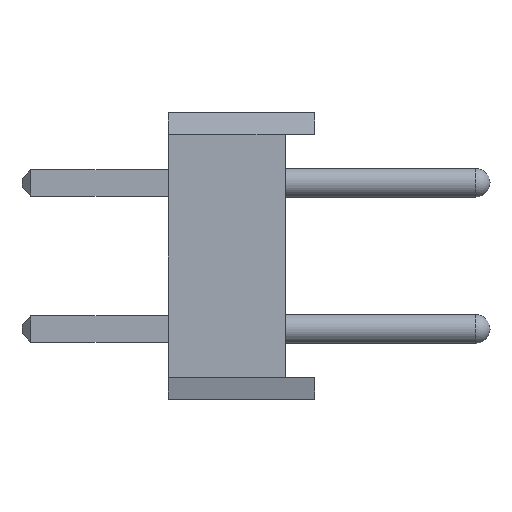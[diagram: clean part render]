
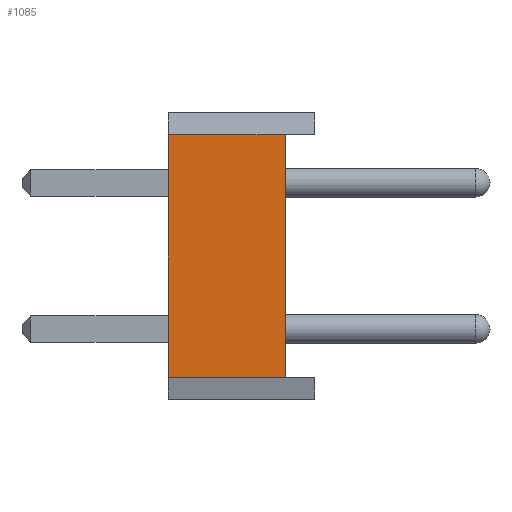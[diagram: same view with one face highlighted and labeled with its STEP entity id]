
A CAD part, left-side view. The second image highlights one B-rep face of the part: STEP entity #1085.
In plain terms, the highlighted planar face has unit normal (-1, 0, 0).
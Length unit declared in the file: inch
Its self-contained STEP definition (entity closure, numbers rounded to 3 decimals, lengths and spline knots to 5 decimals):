
#120 = VERTEX_POINT ( 'NONE', #3930 ) ;
#124 = VERTEX_POINT ( 'NONE', #3928 ) ;
#130 = EDGE_CURVE ( 'NONE', #124, #120, #3917, .T. ) ;
#894 = ORIENTED_EDGE ( 'NONE', *, *, #985, .F. ) ;
#942 = EDGE_LOOP ( 'NONE', ( #1033, #1086, #986, #894 ) ) ;
#985 = EDGE_CURVE ( 'NONE', #1028, #1025, #6540, .T. ) ;
#986 = ORIENTED_EDGE ( 'NONE', *, *, #1084, .T. ) ;
#1025 = VERTEX_POINT ( 'NONE', #6747 ) ;
#1028 = VERTEX_POINT ( 'NONE', #6705 ) ;
#1033 = ORIENTED_EDGE ( 'NONE', *, *, #1083, .T. ) ;
#1083 = EDGE_CURVE ( 'NONE', #1028, #120, #7086, .T. ) ;
#1084 = EDGE_CURVE ( 'NONE', #124, #1025, #7071, .T. ) ;
#1085 = ADVANCED_FACE ( 'NONE', ( #7022 ), #7012, .F. ) ;
#1086 = ORIENTED_EDGE ( 'NONE', *, *, #130, .F. ) ;
#3914 = DIRECTION ( 'NONE',  ( 0., 0., -1. ) ) ;
#3915 = VECTOR ( 'NONE', #3914, 39.37008 ) ;
#3916 = CARTESIAN_POINT ( 'NONE',  ( -0.25, -0.03, -0.083 ) ) ;
#3917 = LINE ( 'NONE', #3916, #3915 ) ;
#3928 = CARTESIAN_POINT ( 'NONE',  ( -0.25, -0.03, 0.083 ) ) ;
#3930 = CARTESIAN_POINT ( 'NONE',  ( -0.25, -0.03, -0.083 ) ) ;
#6529 = DIRECTION ( 'NONE',  ( 0., 0., 1. ) ) ;
#6538 = VECTOR ( 'NONE', #6529, 39.37008 ) ;
#6539 = CARTESIAN_POINT ( 'NONE',  ( -0.25, 0.05, -0.098 ) ) ;
#6540 = LINE ( 'NONE', #6539, #6538 ) ;
#6705 = CARTESIAN_POINT ( 'NONE',  ( -0.25, 0.05, -0.083 ) ) ;
#6747 = CARTESIAN_POINT ( 'NONE',  ( -0.25, 0.05, 0.083 ) ) ;
#6975 = DIRECTION ( 'NONE',  ( 0., 0., -1. ) ) ;
#6976 = DIRECTION ( 'NONE',  ( 1., 0., 0. ) ) ;
#6977 = CARTESIAN_POINT ( 'NONE',  ( -0.25, 0.05, -0.098 ) ) ;
#7012 = PLANE ( 'NONE',  #7023 ) ;
#7013 = DIRECTION ( 'NONE',  ( 0., 1., 0. ) ) ;
#7014 = VECTOR ( 'NONE', #7013, 39.37008 ) ;
#7019 = DIRECTION ( 'NONE',  ( 0., -1., 0. ) ) ;
#7020 = VECTOR ( 'NONE', #7019, 39.37008 ) ;
#7021 = CARTESIAN_POINT ( 'NONE',  ( -0.25, 0.05, 0.083 ) ) ;
#7022 = FACE_OUTER_BOUND ( 'NONE', #942, .T. ) ;
#7023 = AXIS2_PLACEMENT_3D ( 'NONE', #6977, #6976, #6975 ) ;
#7071 = LINE ( 'NONE', #7021, #7014 ) ;
#7086 = LINE ( 'NONE', #7087, #7020 ) ;
#7087 = CARTESIAN_POINT ( 'NONE',  ( -0.25, 0.05, -0.083 ) ) ;
